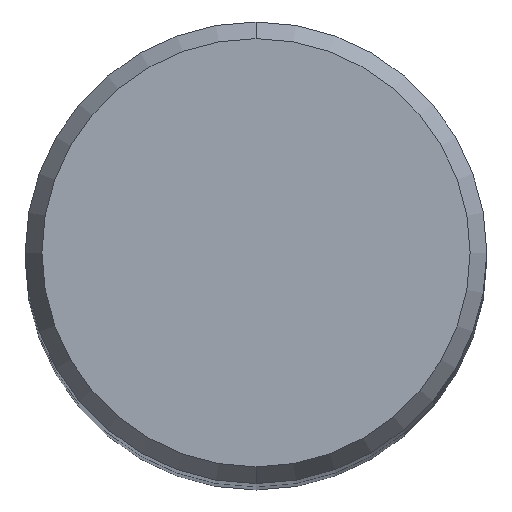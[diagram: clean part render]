
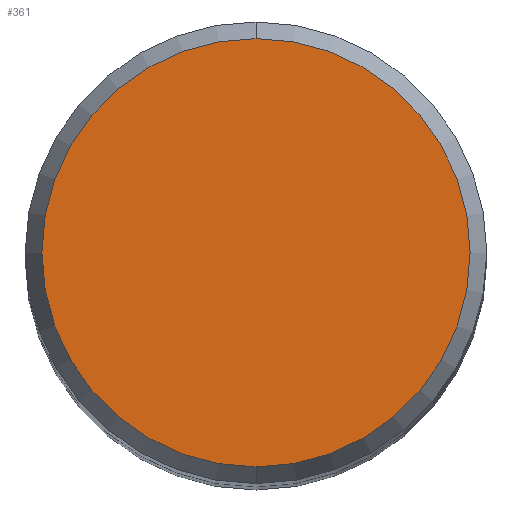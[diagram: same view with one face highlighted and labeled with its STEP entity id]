
A CAD part, top view. The second image highlights one B-rep face of the part: STEP entity #361.
In plain terms, the highlighted planar face has unit normal (0, 0, 1).
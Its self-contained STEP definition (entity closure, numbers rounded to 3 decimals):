
#245=EDGE_CURVE('',#347,#341,#506,.T.);
#325=EDGE_CURVE('',#341,#347,#594,.T.);
#341=VERTEX_POINT('',#611);
#347=VERTEX_POINT('',#617);
#361=ADVANCED_FACE('',(#632),#633,.T.);
#506=CIRCLE('',#884,5.892);
#594=CIRCLE('',#1112,5.892);
#611=CARTESIAN_POINT('',(0.,-5.892,0.));
#617=CARTESIAN_POINT('',(0.0,5.892,0.));
#632=FACE_OUTER_BOUND('',#1246,.T.);
#633=PLANE('',#1247);
#884=AXIS2_PLACEMENT_3D('',#1401,#1402,#1403);
#1112=AXIS2_PLACEMENT_3D('',#1491,#1492,#1493);
#1246=EDGE_LOOP('',(#1529,#1530));
#1247=AXIS2_PLACEMENT_3D('',#1531,#1532,#1533);
#1401=CARTESIAN_POINT('',(0.0,0.0,0.));
#1402=DIRECTION('',(0.0,0.0,-1.0));
#1403=DIRECTION('',(0.0,1.0,0.0));
#1491=CARTESIAN_POINT('',(0.0,0.0,0.));
#1492=DIRECTION('',(0.0,0.0,-1.0));
#1493=DIRECTION('',(0.0,1.0,0.0));
#1529=ORIENTED_EDGE('',*,*,#245,.F.);
#1530=ORIENTED_EDGE('',*,*,#325,.F.);
#1531=CARTESIAN_POINT('',(0.0,2.946,0.));
#1532=DIRECTION('',(-0.0,0.0,1.0));
#1533=DIRECTION('',(0.0,-1.0,0.0));
